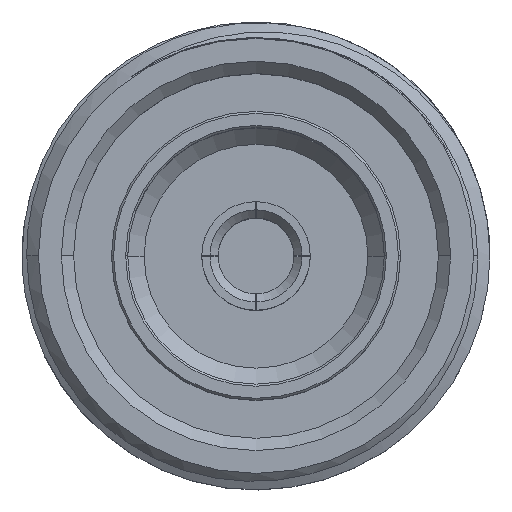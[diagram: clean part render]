
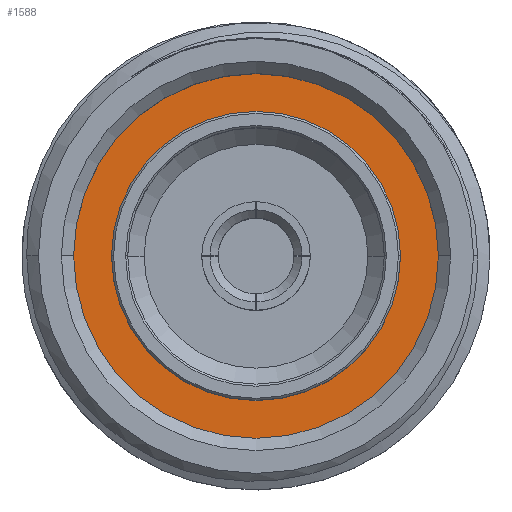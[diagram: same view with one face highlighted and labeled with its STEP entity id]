
A CAD part, top view. The second image highlights one B-rep face of the part: STEP entity #1588.
In plain terms, the highlighted planar face has unit normal (0, 0, 1).
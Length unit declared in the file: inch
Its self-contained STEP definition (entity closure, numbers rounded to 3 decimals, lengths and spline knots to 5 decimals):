
#49 = DIRECTION ( 'NONE',  ( 1., 0., 0. ) ) ;
#176 = FACE_OUTER_BOUND ( 'NONE', #3333, .T. ) ;
#221 = CIRCLE ( 'NONE', #1917, 0.3525 ) ;
#409 = ORIENTED_EDGE ( 'NONE', *, *, #3356, .T. ) ;
#628 = DIRECTION ( 'NONE',  ( 1., 0., 0. ) ) ;
#781 = VERTEX_POINT ( 'NONE', #1778 ) ;
#854 = ORIENTED_EDGE ( 'NONE', *, *, #3411, .F. ) ;
#1069 = AXIS2_PLACEMENT_3D ( 'NONE', #2393, #2718, #49 ) ;
#1307 = CIRCLE ( 'NONE', #3180, 0.445 ) ;
#1414 = DIRECTION ( 'NONE',  ( 0., 0., 1. ) ) ;
#1557 = AXIS2_PLACEMENT_3D ( 'NONE', #2362, #2048, #2059 ) ;
#1566 = DIRECTION ( 'NONE',  ( 1., 0., 0. ) ) ;
#1588 = ADVANCED_FACE ( 'NONE', ( #176, #3726 ), #3618, .T. ) ;
#1693 = EDGE_CURVE ( 'NONE', #3059, #3704, #221, .T. ) ;
#1778 = CARTESIAN_POINT ( 'NONE',  ( -0.445, 0., -0.29921 ) ) ;
#1802 = DIRECTION ( 'NONE',  ( 1., 0., 0. ) ) ;
#1917 = AXIS2_PLACEMENT_3D ( 'NONE', #3407, #1414, #628 ) ;
#2048 = DIRECTION ( 'NONE',  ( 0., 0., 1. ) ) ;
#2059 = DIRECTION ( 'NONE',  ( 1., 0., 0. ) ) ;
#2226 = CARTESIAN_POINT ( 'NONE',  ( 0., 0., -0.29921 ) ) ;
#2362 = CARTESIAN_POINT ( 'NONE',  ( 0., 0., -0.29921 ) ) ;
#2393 = CARTESIAN_POINT ( 'NONE',  ( 0., 0., -0.29921 ) ) ;
#2440 = CIRCLE ( 'NONE', #1557, 0.445 ) ;
#2528 = DIRECTION ( 'NONE',  ( 0., 0., 1. ) ) ;
#2592 = CARTESIAN_POINT ( 'NONE',  ( 0.445, 0., -0.29921 ) ) ;
#2681 = CARTESIAN_POINT ( 'NONE',  ( -0.3525, 0., -0.29921 ) ) ;
#2707 = ORIENTED_EDGE ( 'NONE', *, *, #3686, .T. ) ;
#2718 = DIRECTION ( 'NONE',  ( 0., 0., 1. ) ) ;
#2750 = EDGE_LOOP ( 'NONE', ( #3371, #854 ) ) ;
#2951 = CARTESIAN_POINT ( 'NONE',  ( 0.3525, 0., -0.29921 ) ) ;
#3059 = VERTEX_POINT ( 'NONE', #2681 ) ;
#3180 = AXIS2_PLACEMENT_3D ( 'NONE', #2226, #2528, #1802 ) ;
#3333 = EDGE_LOOP ( 'NONE', ( #409, #2707 ) ) ;
#3344 = CARTESIAN_POINT ( 'NONE',  ( 0., 0., -0.29921 ) ) ;
#3356 = EDGE_CURVE ( 'NONE', #3665, #781, #1307, .T. ) ;
#3371 = ORIENTED_EDGE ( 'NONE', *, *, #1693, .F. ) ;
#3407 = CARTESIAN_POINT ( 'NONE',  ( 0., 0., -0.29921 ) ) ;
#3411 = EDGE_CURVE ( 'NONE', #3704, #3059, #3476, .T. ) ;
#3476 = CIRCLE ( 'NONE', #1069, 0.3525 ) ;
#3603 = DIRECTION ( 'NONE',  ( 0., 0., 1. ) ) ;
#3618 = PLANE ( 'NONE',  #3734 ) ;
#3665 = VERTEX_POINT ( 'NONE', #2592 ) ;
#3686 = EDGE_CURVE ( 'NONE', #781, #3665, #2440, .T. ) ;
#3704 = VERTEX_POINT ( 'NONE', #2951 ) ;
#3726 = FACE_BOUND ( 'NONE', #2750, .T. ) ;
#3734 = AXIS2_PLACEMENT_3D ( 'NONE', #3344, #3603, #1566 ) ;
